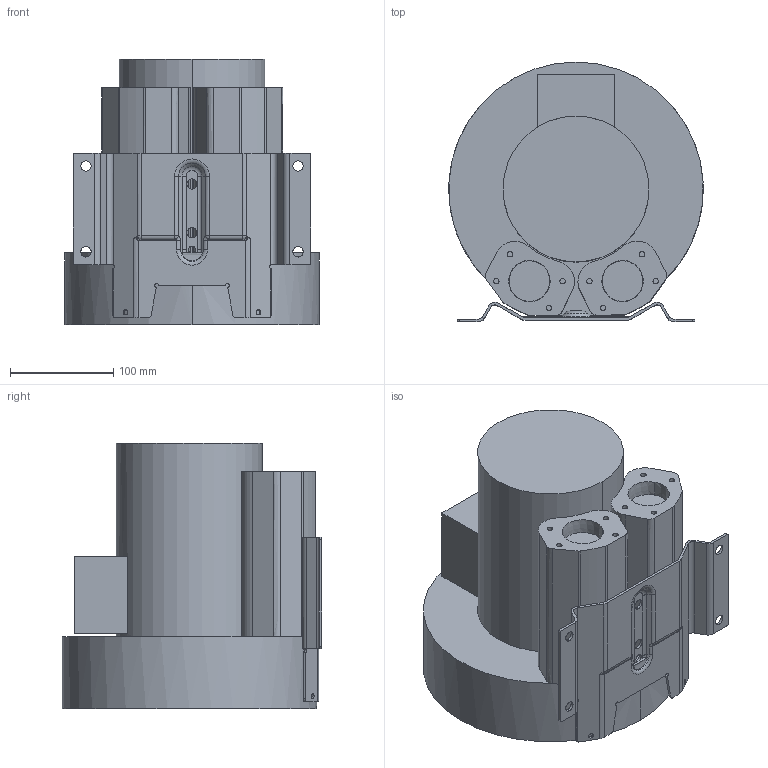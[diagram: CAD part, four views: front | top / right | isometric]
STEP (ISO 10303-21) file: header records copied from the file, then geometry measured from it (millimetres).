
FILE_DESCRIPTION(/* description */ ('VariCAD 2015-2.06 AP-214'),/* implementation_level */ '2;1');
FILE_NAME(/* name */ 'NS-80-3-916.stp',/* time_stamp */ '2015-09-16T10:08:43+02:00',/* author */ (''),/* organization */ (''),/* preprocessor_version */ 'ST-DEVELOPER v14',/* originating_system */ 'VariCAD 2015-2.06; kernel version (20130303)',/* authorisation */ '');
FILE_SCHEMA (('AUTOMOTIVE_DESIGN'));
Length unit declared in the file: millimetre
Products named in the file (2): NS-80-3-916; Aggregat
Assembly tree (1 placements, depth 2):
  NS-80-3-916
    Aggregat
Bounding box: 246 x 251.2 x 256.2 mm (x, y, z)
Volume: 7876046.1 mm3; surface area: 399012.4 mm2
Topology: 1 solids, 1 shells, 232 faces, 590 edges, 372 vertices
Faces by surface type: cylinder 102, plane 68, bspline 32, torus 11, cone 9, extrusion 8, sphere 2
Entity records: 9558 total; most frequent: CARTESIAN_POINT 4138, ORIENTED_EDGE 1180, DIRECTION 1034, EDGE_CURVE 590, AXIS2_PLACEMENT_3D 396, VERTEX_POINT 372, EDGE_LOOP 262, VECTOR 242
